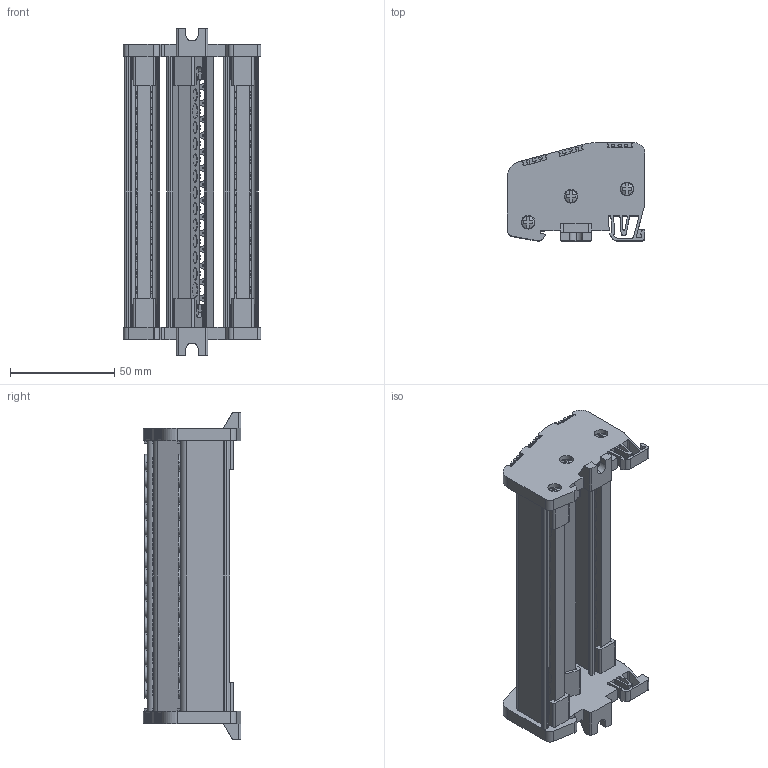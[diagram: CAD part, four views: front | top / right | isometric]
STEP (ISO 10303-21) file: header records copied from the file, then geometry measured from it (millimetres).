
FILE_DESCRIPTION (( 'STEP AP203' ), '1' );
FILE_NAME ('7x12 Üç Kutuplu Daðýtýcý Ünite - 15 Delikli.STEP', '2019-01-09T07:13:24', ( '' ), ( '' ), 'SwSTEP 2.0', 'SolidWorks 2011', '' );
FILE_SCHEMA (( 'CONFIG_CONTROL_DESIGN' ));
Products named in the file (1): 7x12 Üç Kutuplu Daðýtýcý Ünite - 15 Delikli
Bounding box: 66 x 47 x 157 mm (x, y, z)
Volume: 87973.5 mm3; surface area: 82375 mm2
Topology: 1 solids, 22 shells, 3183 faces, 8935 edges, 5937 vertices
Faces by surface type: plane 1525, cylinder 990, cone 560, bspline 108
Entity records: 106634 total; most frequent: CARTESIAN_POINT 23031, ORIENTED_EDGE 17870, DIRECTION 17543, EDGE_CURVE 8935, AXIS2_PLACEMENT_3D 6349, VERTEX_POINT 5937, LINE 4845, VECTOR 4845
